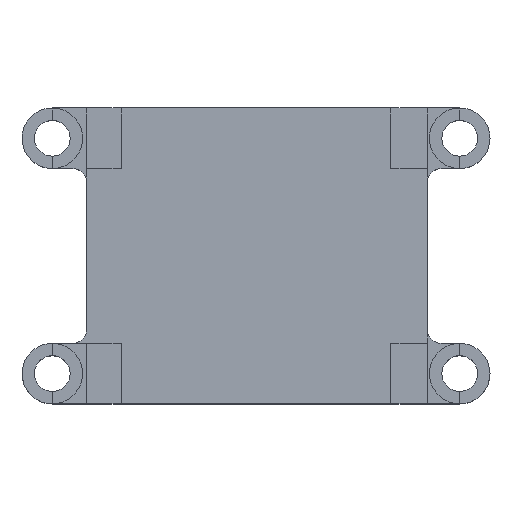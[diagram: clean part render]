
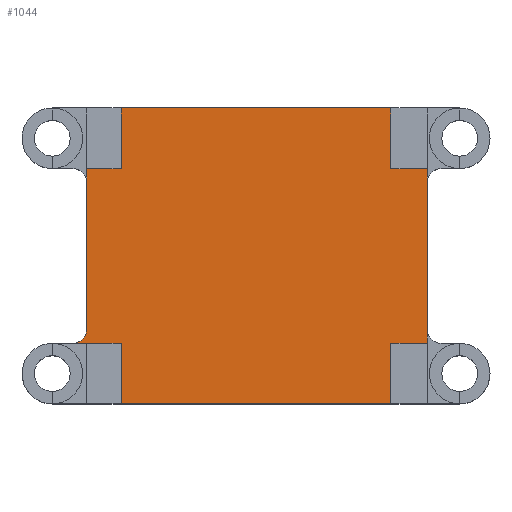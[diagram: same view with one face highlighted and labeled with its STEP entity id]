
A CAD part, top view. The second image highlights one B-rep face of the part: STEP entity #1044.
In plain terms, the highlighted planar face has unit normal (0, 0, 1).
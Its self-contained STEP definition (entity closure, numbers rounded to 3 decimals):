
#73 = VERTEX_POINT('',#74);
#74 = CARTESIAN_POINT('',(1.5,2.2,7.));
#397 = VERTEX_POINT('',#398);
#398 = CARTESIAN_POINT('',(2.5,2.2,7.));
#404 = EDGE_CURVE('',#73,#397,#405,.T.);
#405 = LINE('',#406,#407);
#406 = CARTESIAN_POINT('',(0.,2.2,7.));
#407 = VECTOR('',#408,1.);
#408 = DIRECTION('',(1.,0.,0.));
#420 = VERTEX_POINT('',#421);
#421 = CARTESIAN_POINT('',(2.5,3.2,7.));
#427 = EDGE_CURVE('',#73,#420,#428,.T.);
#428 = CIRCLE('',#429,1.);
#429 = AXIS2_PLACEMENT_3D('',#430,#431,#432);
#430 = CARTESIAN_POINT('',(1.5,3.2,7.));
#431 = DIRECTION('',(0.,0.,1.));
#432 = DIRECTION('',(0.,-1.,0.));
#467 = EDGE_CURVE('',#420,#468,#470,.T.);
#468 = VERTEX_POINT('',#469);
#469 = CARTESIAN_POINT('',(2.5,13.9,7.));
#470 = LINE('',#471,#472);
#471 = CARTESIAN_POINT('',(2.5,-2.2,7.));
#472 = VECTOR('',#473,1.);
#473 = DIRECTION('',(0.,1.,0.));
#559 = VERTEX_POINT('',#560);
#560 = CARTESIAN_POINT('',(5.,19.3,7.));
#566 = EDGE_CURVE('',#559,#567,#569,.T.);
#567 = VERTEX_POINT('',#568);
#568 = CARTESIAN_POINT('',(24.6,19.3,7.));
#569 = LINE('',#570,#571);
#570 = CARTESIAN_POINT('',(2.5,19.3,7.));
#571 = VECTOR('',#572,1.);
#572 = DIRECTION('',(1.,0.,0.));
#590 = VERTEX_POINT('',#591);
#591 = CARTESIAN_POINT('',(5.,-2.2,7.));
#597 = EDGE_CURVE('',#590,#598,#600,.T.);
#598 = VERTEX_POINT('',#599);
#599 = CARTESIAN_POINT('',(24.6,-2.2,7.));
#600 = LINE('',#601,#602);
#601 = CARTESIAN_POINT('',(2.5,-2.2,7.));
#602 = VECTOR('',#603,1.);
#603 = DIRECTION('',(1.,0.,0.));
#751 = EDGE_CURVE('',#752,#754,#756,.T.);
#752 = VERTEX_POINT('',#753);
#753 = CARTESIAN_POINT('',(27.25,3.2,7.));
#754 = VERTEX_POINT('',#755);
#755 = CARTESIAN_POINT('',(27.25,13.9,7.));
#756 = LINE('',#757,#758);
#757 = CARTESIAN_POINT('',(27.25,-2.2,7.));
#758 = VECTOR('',#759,1.);
#759 = DIRECTION('',(0.,1.,0.));
#1044 = ADVANCED_FACE('',(#1045),#1133,.T.);
#1045 = FACE_BOUND('',#1046,.T.);
#1046 = EDGE_LOOP('',(#1047,#1048,#1049,#1050,#1058,#1064,#1065,#1073,
    #1081,#1087,#1088,#1096,#1104,#1110,#1111,#1119,#1127));
#1047 = ORIENTED_EDGE('',*,*,#467,.F.);
#1048 = ORIENTED_EDGE('',*,*,#427,.F.);
#1049 = ORIENTED_EDGE('',*,*,#404,.T.);
#1050 = ORIENTED_EDGE('',*,*,#1051,.T.);
#1051 = EDGE_CURVE('',#397,#1052,#1054,.T.);
#1052 = VERTEX_POINT('',#1053);
#1053 = CARTESIAN_POINT('',(5.,2.2,7.));
#1054 = LINE('',#1055,#1056);
#1055 = CARTESIAN_POINT('',(0.,2.2,7.));
#1056 = VECTOR('',#1057,1.);
#1057 = DIRECTION('',(1.,0.,0.));
#1058 = ORIENTED_EDGE('',*,*,#1059,.T.);
#1059 = EDGE_CURVE('',#1052,#590,#1060,.T.);
#1060 = LINE('',#1061,#1062);
#1061 = CARTESIAN_POINT('',(5.,2.2,7.));
#1062 = VECTOR('',#1063,1.);
#1063 = DIRECTION('',(0.,-1.,0.));
#1064 = ORIENTED_EDGE('',*,*,#597,.T.);
#1065 = ORIENTED_EDGE('',*,*,#1066,.T.);
#1066 = EDGE_CURVE('',#598,#1067,#1069,.T.);
#1067 = VERTEX_POINT('',#1068);
#1068 = CARTESIAN_POINT('',(24.6,2.2,7.));
#1069 = LINE('',#1070,#1071);
#1070 = CARTESIAN_POINT('',(24.6,-2.2,7.));
#1071 = VECTOR('',#1072,1.);
#1072 = DIRECTION('',(0.,1.,0.));
#1073 = ORIENTED_EDGE('',*,*,#1074,.F.);
#1074 = EDGE_CURVE('',#1075,#1067,#1077,.T.);
#1075 = VERTEX_POINT('',#1076);
#1076 = CARTESIAN_POINT('',(27.25,2.2,7.));
#1077 = LINE('',#1078,#1079);
#1078 = CARTESIAN_POINT('',(29.6,2.2,7.));
#1079 = VECTOR('',#1080,1.);
#1080 = DIRECTION('',(-1.,0.,0.));
#1081 = ORIENTED_EDGE('',*,*,#1082,.T.);
#1082 = EDGE_CURVE('',#1075,#752,#1083,.T.);
#1083 = LINE('',#1084,#1085);
#1084 = CARTESIAN_POINT('',(27.25,-2.2,7.));
#1085 = VECTOR('',#1086,1.);
#1086 = DIRECTION('',(0.,1.,0.));
#1087 = ORIENTED_EDGE('',*,*,#751,.T.);
#1088 = ORIENTED_EDGE('',*,*,#1089,.T.);
#1089 = EDGE_CURVE('',#754,#1090,#1092,.T.);
#1090 = VERTEX_POINT('',#1091);
#1091 = CARTESIAN_POINT('',(27.25,14.9,7.));
#1092 = LINE('',#1093,#1094);
#1093 = CARTESIAN_POINT('',(27.25,-2.2,7.));
#1094 = VECTOR('',#1095,1.);
#1095 = DIRECTION('',(0.,1.,0.));
#1096 = ORIENTED_EDGE('',*,*,#1097,.T.);
#1097 = EDGE_CURVE('',#1090,#1098,#1100,.T.);
#1098 = VERTEX_POINT('',#1099);
#1099 = CARTESIAN_POINT('',(24.6,14.9,7.));
#1100 = LINE('',#1101,#1102);
#1101 = CARTESIAN_POINT('',(29.6,14.9,7.));
#1102 = VECTOR('',#1103,1.);
#1103 = DIRECTION('',(-1.,0.,0.));
#1104 = ORIENTED_EDGE('',*,*,#1105,.T.);
#1105 = EDGE_CURVE('',#1098,#567,#1106,.T.);
#1106 = LINE('',#1107,#1108);
#1107 = CARTESIAN_POINT('',(24.6,14.9,7.));
#1108 = VECTOR('',#1109,1.);
#1109 = DIRECTION('',(0.,1.,0.));
#1110 = ORIENTED_EDGE('',*,*,#566,.F.);
#1111 = ORIENTED_EDGE('',*,*,#1112,.T.);
#1112 = EDGE_CURVE('',#559,#1113,#1115,.T.);
#1113 = VERTEX_POINT('',#1114);
#1114 = CARTESIAN_POINT('',(5.,14.9,7.));
#1115 = LINE('',#1116,#1117);
#1116 = CARTESIAN_POINT('',(5.,19.3,7.));
#1117 = VECTOR('',#1118,1.);
#1118 = DIRECTION('',(0.,-1.,0.));
#1119 = ORIENTED_EDGE('',*,*,#1120,.F.);
#1120 = EDGE_CURVE('',#1121,#1113,#1123,.T.);
#1121 = VERTEX_POINT('',#1122);
#1122 = CARTESIAN_POINT('',(2.5,14.9,7.));
#1123 = LINE('',#1124,#1125);
#1124 = CARTESIAN_POINT('',(0.,14.9,7.));
#1125 = VECTOR('',#1126,1.);
#1126 = DIRECTION('',(1.,0.,0.));
#1127 = ORIENTED_EDGE('',*,*,#1128,.F.);
#1128 = EDGE_CURVE('',#468,#1121,#1129,.T.);
#1129 = LINE('',#1130,#1131);
#1130 = CARTESIAN_POINT('',(2.5,-2.2,7.));
#1131 = VECTOR('',#1132,1.);
#1132 = DIRECTION('',(0.,1.,0.));
#1133 = PLANE('',#1134);
#1134 = AXIS2_PLACEMENT_3D('',#1135,#1136,#1137);
#1135 = CARTESIAN_POINT('',(2.5,-2.2,7.));
#1136 = DIRECTION('',(0.,0.,1.));
#1137 = DIRECTION('',(1.,0.,0.));
